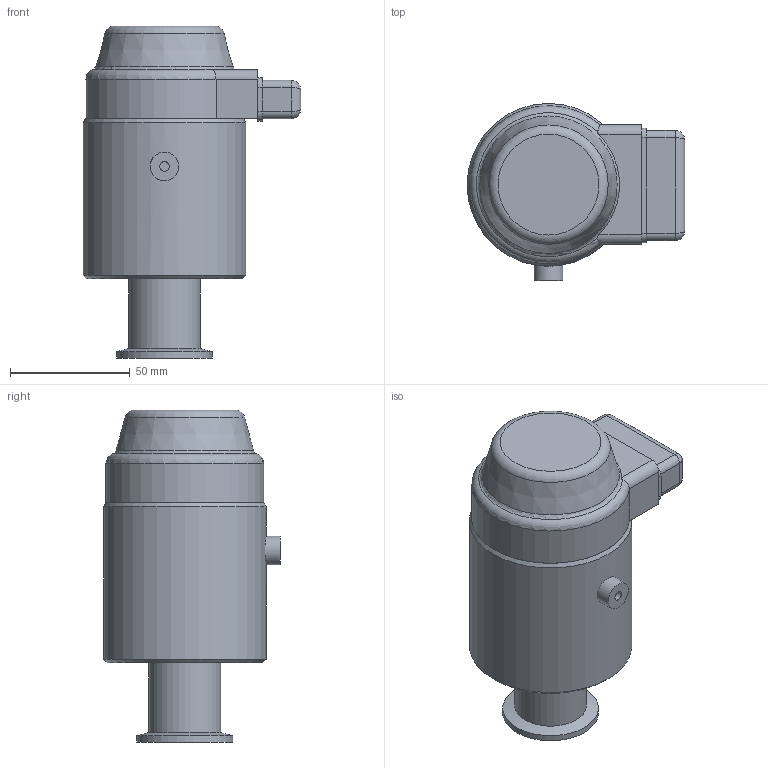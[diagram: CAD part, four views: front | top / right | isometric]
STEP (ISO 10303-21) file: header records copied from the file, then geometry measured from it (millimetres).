
FILE_DESCRIPTION(('STEP AP242'), '1');
FILE_NAME('櫻蠉錪', '', ('UNSPECIFIED'), ('UNSPECIFIED'), 'C3D Converter', 'C3D Toolkit', '');
FILE_SCHEMA(('AP242_MANAGED_MODEL_BASED_3D_ENGINEERING_MIM_LF { 1 0 10303 442 1 1 4 }'));
Length unit declared in the file: millimetre
Bounding box: 91 x 74 x 138.84 mm (x, y, z)
Surface area: 46905.7 mm2 (no closed solid volume)
Topology: 0 solids, 5 shells, 78 faces, 194 edges, 123 vertices
Faces by surface type: cylinder 31, plane 27, cone 10, torus 6, bspline 4
Full cylindrical faces by diameter (mm): 4 x1, 9 x1, 12 x1, 16 x1, 17.2 x1, 25 x3, 26.2 x1, 30 x1, 40 x1, 68 x1
Entity records: 4593 total; most frequent: CARTESIAN_POINT 2201, DIRECTION 366, ORIENTED_EDGE 292, EDGE_CURVE 163, AXIS2_PLACEMENT_3D 148, VERTEX_POINT 123, EDGE_LOOP 115, COLOUR_RGB 81
